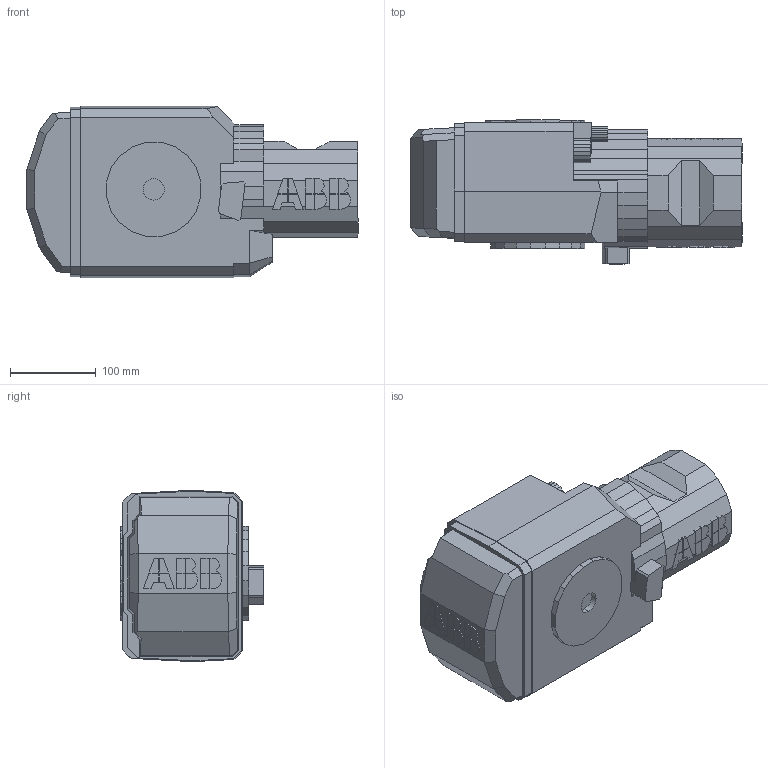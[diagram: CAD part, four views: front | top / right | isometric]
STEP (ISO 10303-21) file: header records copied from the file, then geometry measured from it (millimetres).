
FILE_DESCRIPTION (( 'STEP AP203' ), '1' );
FILE_NAME ('IRB140_-_M2004C_LINK3.STEP', '2009-11-25T15:18:43', ( 'ABB' ), ( 'ABB' ), 'SwSTEP 2.0', 'SolidWorks 2008', '' );
FILE_SCHEMA (( 'CONFIG_CONTROL_DESIGN' ));
Length unit declared in the file: millimetre
Products named in the file (1): IRB140_-_M2004C_LINK3
Bounding box: 387.65 x 168 x 200 mm (x, y, z)
Volume: 8030569 mm3; surface area: 333519.7 mm2
Topology: 4 solids, 4 shells, 565 faces, 1614 edges, 1067 vertices
Faces by surface type: plane 561, bspline 4
Entity records: 18279 total; most frequent: CARTESIAN_POINT 3491, ORIENTED_EDGE 3228, DIRECTION 2730, EDGE_CURVE 1614, LINE 1606, VECTOR 1606, VERTEX_POINT 1067, EDGE_LOOP 575
